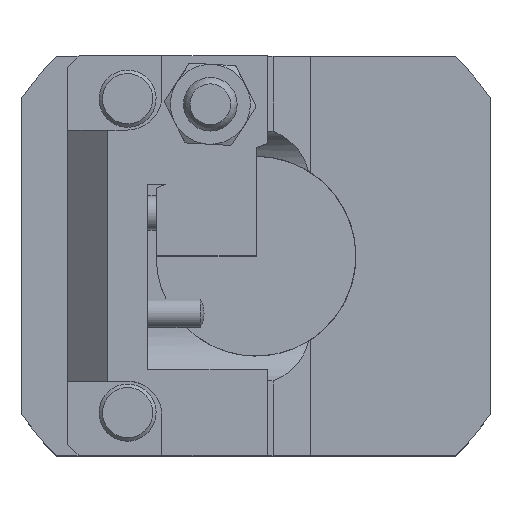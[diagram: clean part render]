
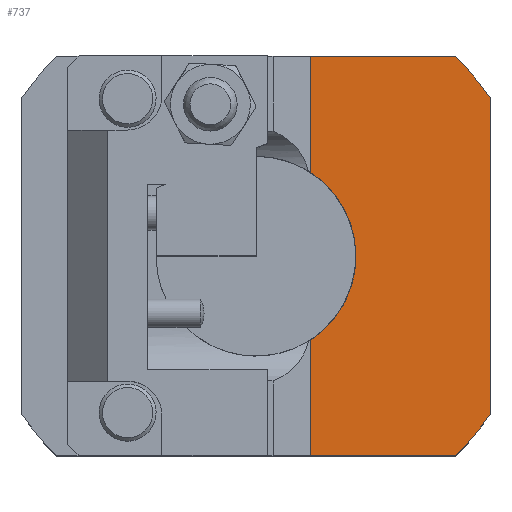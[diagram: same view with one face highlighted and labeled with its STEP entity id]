
A CAD part, top view. The second image highlights one B-rep face of the part: STEP entity #737.
In plain terms, the highlighted planar face has unit normal (0, 0, 1).
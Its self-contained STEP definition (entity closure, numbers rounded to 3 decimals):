
#194=LINE('',#3917,#362);
#195=LINE('',#3922,#363);
#196=LINE('',#3926,#364);
#197=LINE('',#3928,#365);
#198=LINE('',#3932,#366);
#362=VECTOR('',#3130,1.);
#363=VECTOR('',#3133,1.);
#364=VECTOR('',#3136,1.);
#365=VECTOR('',#3137,1.);
#366=VECTOR('',#3140,1.);
#737=ADVANCED_FACE('',(#986),#906,.F.);
#906=PLANE('',#2782);
#986=FACE_OUTER_BOUND('',#1113,.T.);
#1113=EDGE_LOOP('',(#1392,#1393,#1394,#1395,#1396,#1397,#1398,#1399));
#1392=ORIENTED_EDGE('',*,*,#2340,.F.);
#1393=ORIENTED_EDGE('',*,*,#2341,.T.);
#1394=ORIENTED_EDGE('',*,*,#2342,.F.);
#1395=ORIENTED_EDGE('',*,*,#2343,.T.);
#1396=ORIENTED_EDGE('',*,*,#2344,.F.);
#1397=ORIENTED_EDGE('',*,*,#2345,.F.);
#1398=ORIENTED_EDGE('',*,*,#2346,.T.);
#1399=ORIENTED_EDGE('',*,*,#2347,.F.);
#2085=VERTEX_POINT('',#3918);
#2086=VERTEX_POINT('',#3919);
#2087=VERTEX_POINT('',#3921);
#2088=VERTEX_POINT('',#3923);
#2089=VERTEX_POINT('',#3925);
#2090=VERTEX_POINT('',#3927);
#2091=VERTEX_POINT('',#3929);
#2092=VERTEX_POINT('',#3931);
#2340=EDGE_CURVE('',#2085,#2086,#194,.T.);
#2341=EDGE_CURVE('',#2085,#2087,#2657,.T.);
#2342=EDGE_CURVE('',#2088,#2087,#195,.T.);
#2343=EDGE_CURVE('',#2088,#2089,#2658,.T.);
#2344=EDGE_CURVE('',#2090,#2089,#196,.T.);
#2345=EDGE_CURVE('',#2091,#2090,#197,.T.);
#2346=EDGE_CURVE('',#2091,#2092,#2659,.T.);
#2347=EDGE_CURVE('',#2086,#2092,#198,.T.);
#2657=CIRCLE('',#2779,49.5);
#2658=CIRCLE('',#2780,49.5);
#2659=CIRCLE('',#2781,17.5);
#2779=AXIS2_PLACEMENT_3D('',#3920,#3131,#3132);
#2780=AXIS2_PLACEMENT_3D('',#3924,#3134,#3135);
#2781=AXIS2_PLACEMENT_3D('',#3930,#3138,#3139);
#2782=AXIS2_PLACEMENT_3D('',#3933,#3141,#3142);
#3130=DIRECTION('',(-1.,0.,0.));
#3131=DIRECTION('',(0.,0.,1.));
#3132=DIRECTION('',(0.,1.,0.));
#3133=DIRECTION('',(0.,-1.,0.));
#3134=DIRECTION('',(0.,0.,1.));
#3135=DIRECTION('',(0.,1.,0.));
#3136=DIRECTION('',(1.,0.,0.));
#3137=DIRECTION('',(0.,1.,0.));
#3138=DIRECTION('',(0.,0.,-1.));
#3139=DIRECTION('',(0.,1.,0.));
#3140=DIRECTION('',(0.,1.,0.));
#3141=DIRECTION('',(0.,0.,-1.));
#3142=DIRECTION('',(0.,1.,0.));
#3917=CARTESIAN_POINT('',(-41.,-35.,18.));
#3918=CARTESIAN_POINT('',(35.004,-35.,18.));
#3919=CARTESIAN_POINT('',(9.5,-35.,18.));
#3920=CARTESIAN_POINT('',(0.,0.,18.));
#3921=CARTESIAN_POINT('',(41.,-27.735,18.));
#3922=CARTESIAN_POINT('',(41.,-35.,18.));
#3923=CARTESIAN_POINT('',(41.,27.735,18.));
#3924=CARTESIAN_POINT('',(0.,0.,18.));
#3925=CARTESIAN_POINT('',(35.004,35.,18.));
#3926=CARTESIAN_POINT('',(2.,35.,18.));
#3927=CARTESIAN_POINT('',(9.5,35.,18.));
#3928=CARTESIAN_POINT('',(9.5,-35.,18.));
#3929=CARTESIAN_POINT('',(9.5,14.696,18.));
#3930=CARTESIAN_POINT('',(0.,0.,18.));
#3931=CARTESIAN_POINT('',(9.5,-14.696,18.));
#3932=CARTESIAN_POINT('',(9.5,-35.,18.));
#3933=CARTESIAN_POINT('',(57.,35.,18.));
